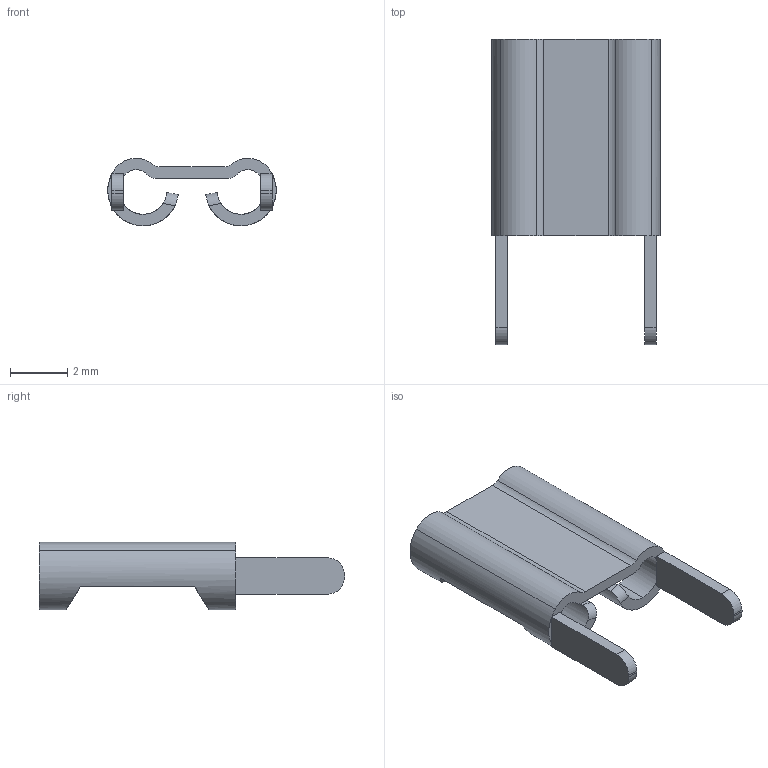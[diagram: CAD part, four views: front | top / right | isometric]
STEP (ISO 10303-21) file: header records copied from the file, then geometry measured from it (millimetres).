
FILE_DESCRIPTION (( 'STEP AP214' ), '1' );
FILE_NAME ('z³¹czka Keystone 187x020 PC Q-F.STEP', '2022-02-07T13:14:17', ( '' ), ( '' ), 'SwSTEP 2.0', 'SolidWorks 2020', '' );
FILE_SCHEMA (( 'AUTOMOTIVE_DESIGN' ));
Length unit declared in the file: millimetre
Products named in the file (1): z³¹czka Keystone 187x020 PC Q-F
Bounding box: 5.89 x 10.67 x 2.36 mm (x, y, z)
Volume: 31.1 mm3; surface area: 188.1 mm2
Topology: 1 solids, 1 shells, 56 faces, 162 edges, 104 vertices
Faces by surface type: plane 32, cylinder 24
Entity records: 1914 total; most frequent: CARTESIAN_POINT 419, ORIENTED_EDGE 324, DIRECTION 302, EDGE_CURVE 162, AXIS2_PLACEMENT_3D 107, VERTEX_POINT 104, LINE 88, VECTOR 88
